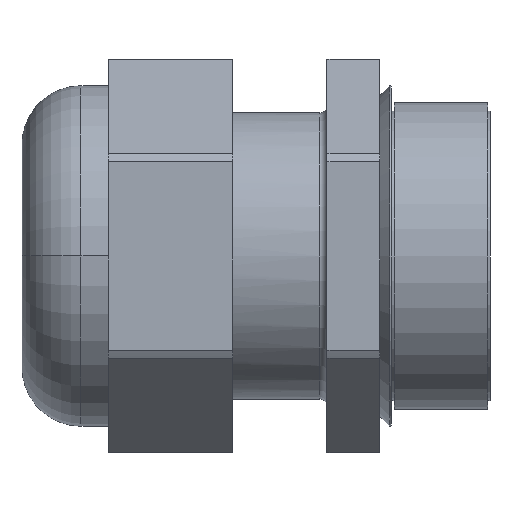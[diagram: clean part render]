
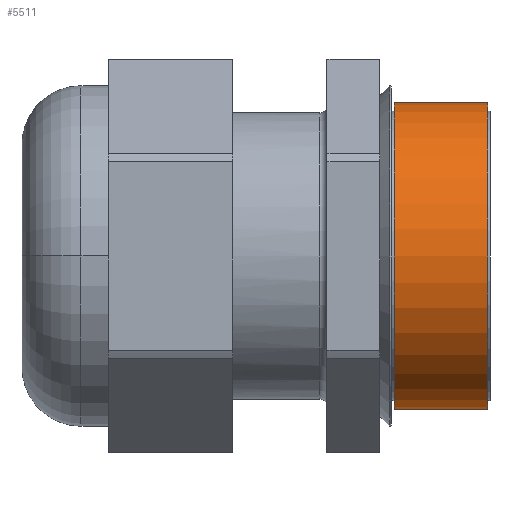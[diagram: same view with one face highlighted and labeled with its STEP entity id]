
A CAD part, left-side view. The second image highlights one B-rep face of the part: STEP entity #5511.
In plain terms, the highlighted cylindrical face has radius 16 mm (diameter 32 mm), a partial arc.
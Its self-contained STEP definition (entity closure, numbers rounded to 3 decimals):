
#97 = FACE_OUTER_BOUND ( 'NONE', #112, .T. ) ;
#112 = EDGE_LOOP ( 'NONE', ( #4816, #9526, #9122, #10396 ) ) ;
#363 = LINE ( 'NONE', #4332, #9211 ) ;
#1091 = VERTEX_POINT ( 'NONE', #6801 ) ;
#1437 = VERTEX_POINT ( 'NONE', #3421 ) ;
#1513 = DIRECTION ( 'NONE',  ( 0., -1., 0. ) ) ;
#1535 = AXIS2_PLACEMENT_3D ( 'NONE', #1728, #1842, #1792 ) ;
#1728 = CARTESIAN_POINT ( 'NONE',  ( 0., 22.75, 0. ) ) ;
#1792 = DIRECTION ( 'NONE',  ( 0., 0., -1. ) ) ;
#1842 = DIRECTION ( 'NONE',  ( 0., -1., 0. ) ) ;
#1886 = EDGE_CURVE ( 'NONE', #7671, #1437, #4469, .T. ) ;
#2091 = CYLINDRICAL_SURFACE ( 'NONE', #1535, 16. ) ;
#2212 = CARTESIAN_POINT ( 'NONE',  ( 0., -18.5, -16. ) ) ;
#2893 = DIRECTION ( 'NONE',  ( 0., -1., 0. ) ) ;
#2938 = CARTESIAN_POINT ( 'NONE',  ( 0., 22.75, -16. ) ) ;
#3218 = VECTOR ( 'NONE', #2893, 1000. ) ;
#3421 = CARTESIAN_POINT ( 'NONE',  ( 0., -8.75, -16. ) ) ;
#3801 = DIRECTION ( 'NONE',  ( 0., -1., 0. ) ) ;
#4332 = CARTESIAN_POINT ( 'NONE',  ( 0., 22.75, 16. ) ) ;
#4469 = CIRCLE ( 'NONE', #8533, 16. ) ;
#4612 = DIRECTION ( 'NONE',  ( 0., 0., -1. ) ) ;
#4641 = DIRECTION ( 'NONE',  ( 0., -1., 0. ) ) ;
#4683 = CARTESIAN_POINT ( 'NONE',  ( 0., -18.5, 0. ) ) ;
#4816 = ORIENTED_EDGE ( 'NONE', *, *, #4881, .F. ) ;
#4881 = EDGE_CURVE ( 'NONE', #7671, #1091, #363, .T. ) ;
#5094 = VERTEX_POINT ( 'NONE', #2212 ) ;
#5511 = ADVANCED_FACE ( 'NONE', ( #97 ), #2091, .T. ) ;
#5777 = DIRECTION ( 'NONE',  ( 0., 0., -1. ) ) ;
#6157 = EDGE_CURVE ( 'NONE', #1091, #5094, #10572, .T. ) ;
#6249 = EDGE_CURVE ( 'NONE', #1437, #5094, #7788, .T. ) ;
#6801 = CARTESIAN_POINT ( 'NONE',  ( 0., -18.5, 16. ) ) ;
#7671 = VERTEX_POINT ( 'NONE', #10801 ) ;
#7788 = LINE ( 'NONE', #2938, #3218 ) ;
#8533 = AXIS2_PLACEMENT_3D ( 'NONE', #9195, #1513, #5777 ) ;
#9122 = ORIENTED_EDGE ( 'NONE', *, *, #6249, .T. ) ;
#9195 = CARTESIAN_POINT ( 'NONE',  ( 0., -8.75, 0. ) ) ;
#9211 = VECTOR ( 'NONE', #3801, 1000. ) ;
#9526 = ORIENTED_EDGE ( 'NONE', *, *, #1886, .T. ) ;
#9710 = AXIS2_PLACEMENT_3D ( 'NONE', #4683, #4641, #4612 ) ;
#10396 = ORIENTED_EDGE ( 'NONE', *, *, #6157, .F. ) ;
#10572 = CIRCLE ( 'NONE', #9710, 16. ) ;
#10801 = CARTESIAN_POINT ( 'NONE',  ( 0., -8.75, 16. ) ) ;
